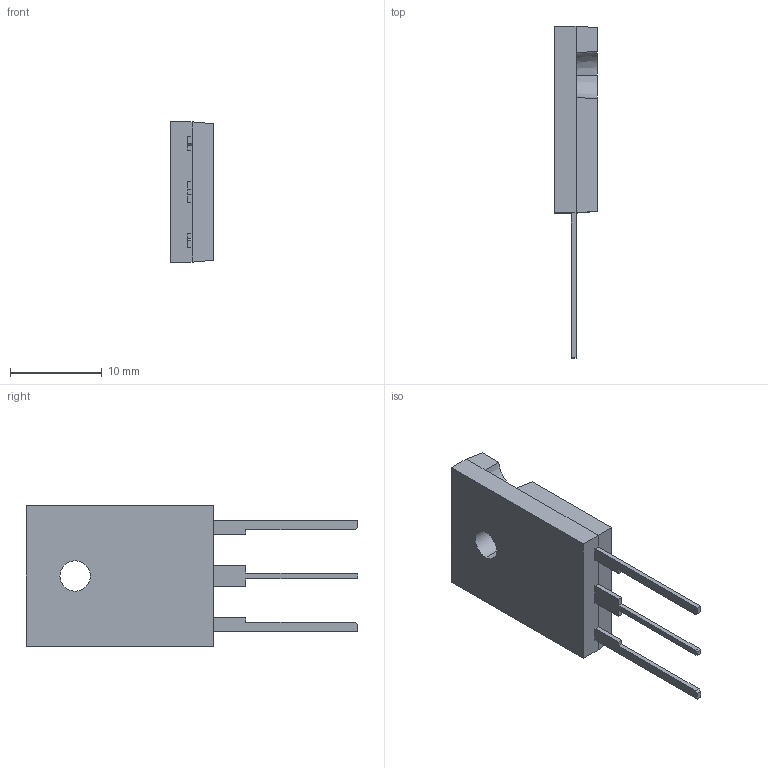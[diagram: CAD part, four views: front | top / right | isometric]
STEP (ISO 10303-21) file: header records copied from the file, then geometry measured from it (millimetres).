
FILE_DESCRIPTION (( 'STEP AP214' ), '1' );
FILE_NAME ('SW3dPS-TO-247.STEP', '2009-08-12T17:34:19', ( 'SysAdmin' ), ( 'SolidWorks' ), 'SwSTEP 2.0', 'SolidWorks 2009', '' );
FILE_SCHEMA (( 'AUTOMOTIVE_DESIGN' ));
Length unit declared in the file: inch
Products named in the file (1): SW3dPS-TO-247
Bounding box: 4.57 x 36.07 x 15.24 mm (x, y, z)
Volume: 1341.1 mm3; surface area: 1123 mm2
Topology: 2 solids, 2 shells, 49 faces, 121 edges, 76 vertices
Faces by surface type: plane 42, cone 5, cylinder 2
Entity records: 1747 total; most frequent: CARTESIAN_POINT 259, ORIENTED_EDGE 242, DIRECTION 229, EDGE_CURVE 121, VECTOR 105, LINE 105, VERTEX_POINT 76, AXIS2_PLACEMENT_3D 62
